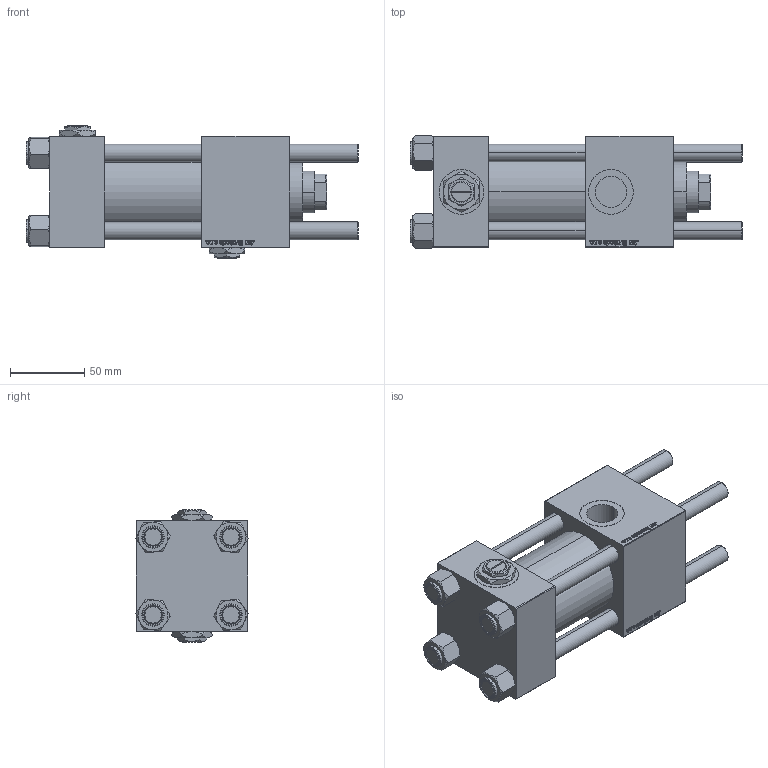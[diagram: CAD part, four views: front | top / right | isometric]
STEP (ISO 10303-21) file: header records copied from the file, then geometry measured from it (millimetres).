
FILE_DESCRIPTION (( 'STEP AP203' ), '1' );
FILE_NAME ('073e.STEP', '2023-08-22T18:01:23', ( '' ), ( '' ), 'SwSTEP 2.0', 'SolidWorks 2019', '' );
FILE_SCHEMA (( 'CONFIG_CONTROL_DESIGN' ));
Length unit declared in the file: millimetre
Products named in the file (7): Zatka_pro_OIL_PORT c7416fa2ecf9923b13ef63811fcf607f; 073e; V215_VC_A c7416fa2ecf9923b13ef63811fcf607f; NUT_M5_B c7416fa2ecf9923b13ef63811fcf607f; V215CR_B-1 c7416fa2ecf9923b13ef63811fcf607f; V215CR_VCP_B c7416fa2ecf9923b13ef63811fcf607f; V215CR_B_TYCINKA c7416fa2ecf9923b13ef63811fcf607f
Assembly tree (13 placements, depth 2):
  073e
    V215CR_B-1 c7416fa2ecf9923b13ef63811fcf607f
    V215CR_VCP_B c7416fa2ecf9923b13ef63811fcf607f
    NUT_M5_B c7416fa2ecf9923b13ef63811fcf607f  x4
    V215CR_B_TYCINKA c7416fa2ecf9923b13ef63811fcf607f  x4
    V215_VC_A c7416fa2ecf9923b13ef63811fcf607f
    Zatka_pro_OIL_PORT c7416fa2ecf9923b13ef63811fcf607f  x2
Bounding box: 223 x 75.45 x 89 mm (x, y, z)
Volume: 708117.7 mm3; surface area: 175616.1 mm2
Topology: 13 solids, 13 shells, 1257 faces, 3160 edges, 2043 vertices
Faces by surface type: bspline 504, plane 479, cone 178, cylinder 88, torus 8
Entity records: 58757 total; most frequent: CARTESIAN_POINT 34617, ORIENTED_EDGE 5620, DIRECTION 3168, EDGE_CURVE 2810, VERTEX_POINT 1841, LINE 1488, VECTOR 1488, EDGE_LOOP 1227
